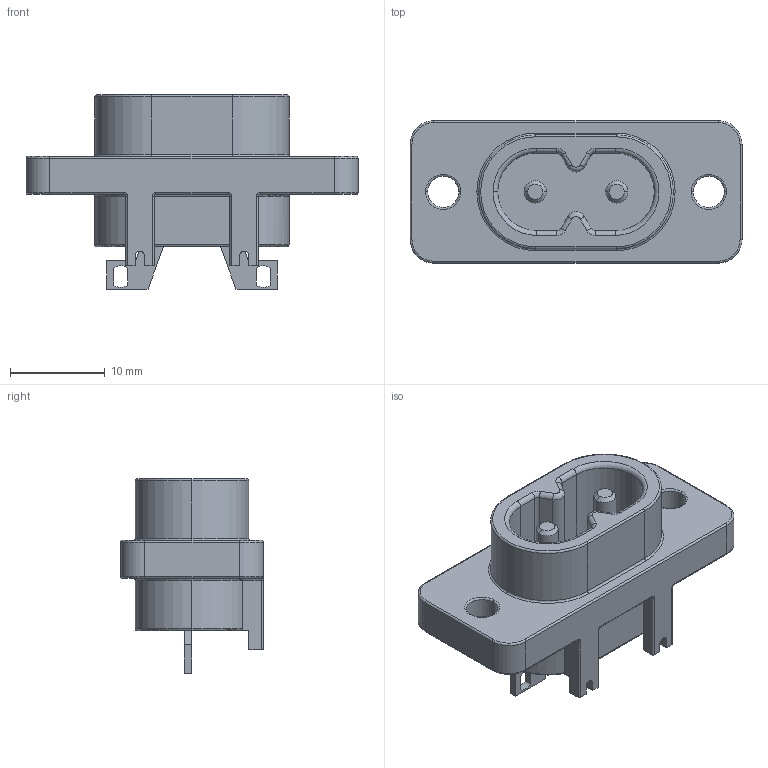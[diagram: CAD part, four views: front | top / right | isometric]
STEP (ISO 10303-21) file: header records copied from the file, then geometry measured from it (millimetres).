
FILE_DESCRIPTION (( 'STEP AP214' ), '1' );
FILE_NAME ('AC230V_0720-FS.STEP', '2015-12-30T21:06:06', ( '' ), ( '' ), 'SwSTEP 2.0', 'SolidWorks 2014', '' );
FILE_SCHEMA (( 'AUTOMOTIVE_DESIGN' ));
Length unit declared in the file: millimetre
Products named in the file (1): AC230V_0720-FS
Bounding box: 35 x 15 x 20.5 mm (x, y, z)
Volume: 3641.5 mm3; surface area: 2843.4 mm2
Topology: 1 solids, 1 shells, 170 faces, 415 edges, 253 vertices
Faces by surface type: cylinder 69, plane 56, torus 41, cone 4
Entity records: 5419 total; most frequent: DIRECTION 943, CARTESIAN_POINT 865, ORIENTED_EDGE 830, EDGE_CURVE 415, AXIS2_PLACEMENT_3D 363, VERTEX_POINT 253, VECTOR 217, LINE 217
